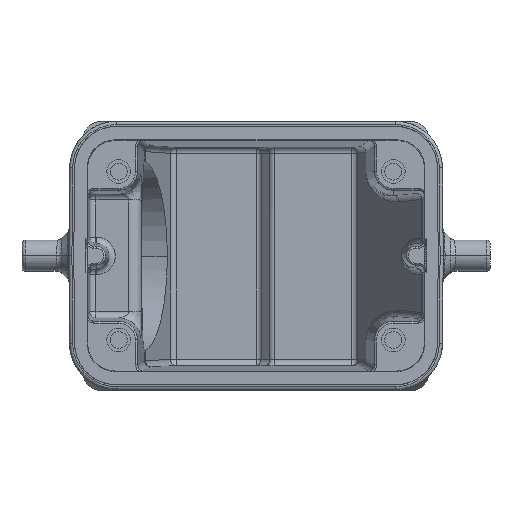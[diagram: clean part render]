
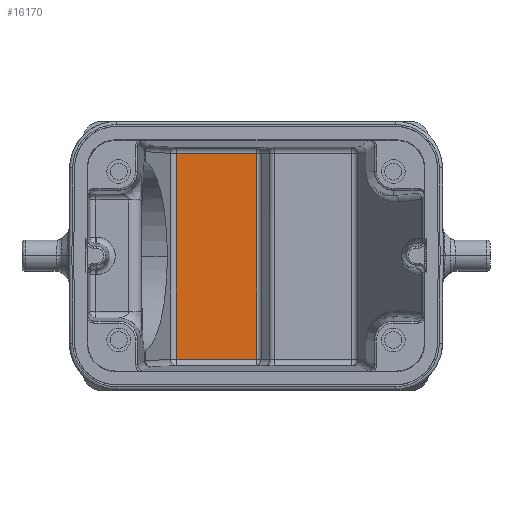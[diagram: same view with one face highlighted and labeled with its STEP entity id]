
A CAD part, top view. The second image highlights one B-rep face of the part: STEP entity #16170.
In plain terms, the highlighted planar face has unit normal (0, 0, 1).
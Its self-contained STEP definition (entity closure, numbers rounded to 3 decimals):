
#5922=DIRECTION('',(0.,-1.,0.));
#5923=VECTOR('',#5922,32.999);
#5924=CARTESIAN_POINT('',(0.102,16.5,-67.5));
#5925=LINE('',#5924,#5923);
#5926=DIRECTION('',(1.,0.,0.));
#5927=VECTOR('',#5926,12.864);
#5928=CARTESIAN_POINT('',(-12.762,-16.5,-67.5));
#5929=LINE('',#5928,#5927);
#5930=DIRECTION('',(0.,1.,0.));
#5931=VECTOR('',#5930,32.999);
#5932=CARTESIAN_POINT('',(-12.762,-16.5,-67.5));
#5933=LINE('',#5932,#5931);
#5934=DIRECTION('',(-1.,0.,0.));
#5935=VECTOR('',#5934,12.864);
#5936=CARTESIAN_POINT('',(0.102,16.5,-67.5));
#5937=LINE('',#5936,#5935);
#7152=CARTESIAN_POINT('',(0.102,16.5,-67.5));
#7153=CARTESIAN_POINT('',(0.102,-16.5,-67.5));
#7154=VERTEX_POINT('',#7152);
#7155=VERTEX_POINT('',#7153);
#7180=CARTESIAN_POINT('',(-12.762,16.5,-67.5));
#7181=VERTEX_POINT('',#7180);
#7182=CARTESIAN_POINT('',(-12.762,-16.5,-67.5));
#7183=VERTEX_POINT('',#7182);
#16157=CARTESIAN_POINT('',(0.516,-18.5,-67.5));
#16158=DIRECTION('',(0.,0.,-1.));
#16159=DIRECTION('',(-1.,0.,0.));
#16160=AXIS2_PLACEMENT_3D('',#16157,#16158,#16159);
#16161=PLANE('',#16160);
#16162=ORIENTED_EDGE('',*,*,#16147,.T.);
#16164=ORIENTED_EDGE('',*,*,#16163,.F.);
#16165=ORIENTED_EDGE('',*,*,#12317,.T.);
#16167=ORIENTED_EDGE('',*,*,#16166,.F.);
#16168=EDGE_LOOP('',(#16162,#16164,#16165,#16167));
#16169=FACE_OUTER_BOUND('',#16168,.F.);
#12317=EDGE_CURVE('',#7183,#7181,#5933,.T.);
#16147=EDGE_CURVE('',#7154,#7155,#5925,.T.);
#16163=EDGE_CURVE('',#7183,#7155,#5929,.T.);
#16166=EDGE_CURVE('',#7154,#7181,#5937,.T.);
#16170=ADVANCED_FACE('',(#16169),#16161,.F.);
